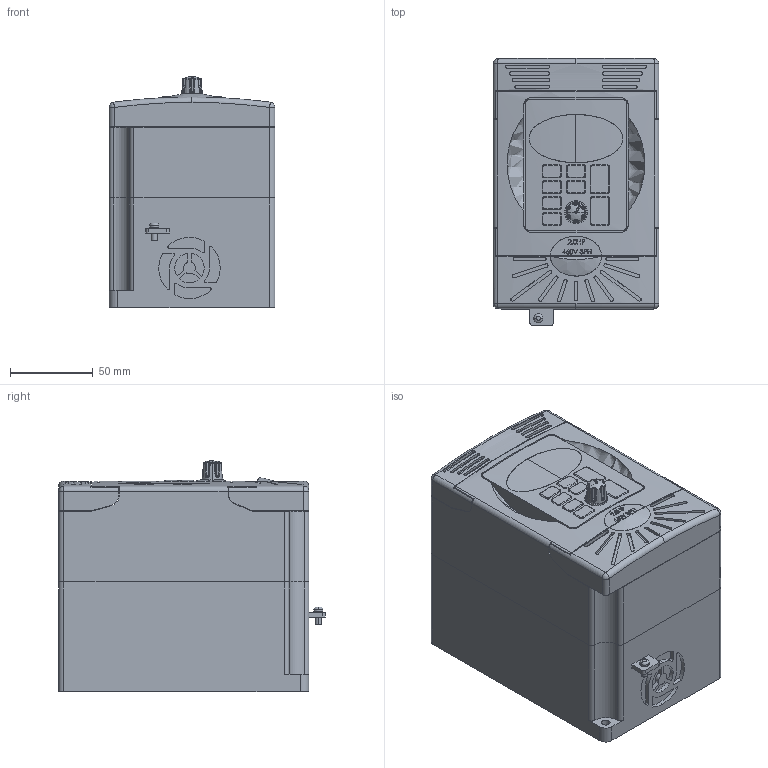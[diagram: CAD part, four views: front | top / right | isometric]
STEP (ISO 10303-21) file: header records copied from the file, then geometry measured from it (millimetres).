
FILE_DESCRIPTION (( 'STEP AP214' ), '1' );
FILE_NAME ('GS2-42P0.step', '2014-07-21T20:30:16', ( '' ), ( '' ), 'SwSTEP 2.0', 'SolidWorks 2013', '' );
FILE_SCHEMA (( 'AUTOMOTIVE_DESIGN' ));
Length unit declared in the file: inch
Products named in the file (1): GS2-42P0
Bounding box: 100.08 x 161.16 x 139.57 mm (x, y, z)
Volume: 1850774.2 mm3; surface area: 126901.9 mm2
Topology: 1 solids, 1 shells, 744 faces, 1925 edges, 1237 vertices
Faces by surface type: plane 317, cylinder 228, bspline 127, torus 34, sphere 34, cone 4
Entity records: 35901 total; most frequent: CARTESIAN_POINT 13296, ORIENTED_EDGE 3842, DIRECTION 3296, EDGE_CURVE 1921, VERTEX_POINT 1237, AXIS2_PLACEMENT_3D 1148, LINE 1000, VECTOR 1000
